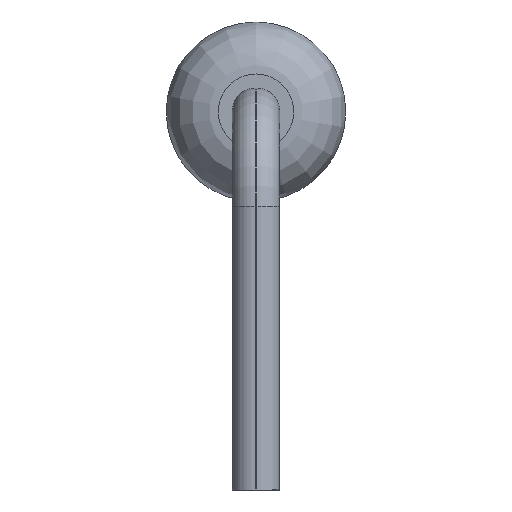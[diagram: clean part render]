
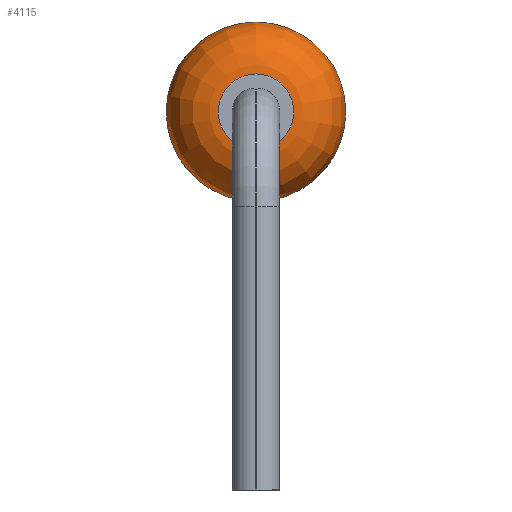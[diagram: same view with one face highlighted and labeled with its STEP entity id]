
A CAD part, left-side view. The second image highlights one B-rep face of the part: STEP entity #4115.
In plain terms, the highlighted face is a revolution surface.
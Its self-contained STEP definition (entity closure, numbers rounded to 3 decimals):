
#4045 = CYLINDRICAL_SURFACE('',#4046,0.95);
#4046 = AXIS2_PLACEMENT_3D('',#4047,#4048,#4049);
#4047 = CARTESIAN_POINT('',(-1.25,0.,0.));
#4048 = DIRECTION('',(1.,0.,0.));
#4049 = DIRECTION('',(0.,0.,1.));
#4061 = VERTEX_POINT('',#4062);
#4062 = CARTESIAN_POINT('',(-1.25,0.,0.95));
#4083 = EDGE_CURVE('',#4061,#4061,#4084,.T.);
#4084 = SURFACE_CURVE('',#4085,(#4090,#4097),.PCURVE_S1.);
#4085 = CIRCLE('',#4086,0.95);
#4086 = AXIS2_PLACEMENT_3D('',#4087,#4088,#4089);
#4087 = CARTESIAN_POINT('',(-1.25,0.,0.));
#4088 = DIRECTION('',(1.,0.,-0.));
#4089 = DIRECTION('',(0.,0.,1.));
#4090 = PCURVE('',#4045,#4091);
#4091 = DEFINITIONAL_REPRESENTATION('',(#4092),#4096);
#4092 = LINE('',#4093,#4094);
#4093 = CARTESIAN_POINT('',(0.,0.));
#4094 = VECTOR('',#4095,1.);
#4095 = DIRECTION('',(1.,0.));
#4096 = ( GEOMETRIC_REPRESENTATION_CONTEXT(2) 
PARAMETRIC_REPRESENTATION_CONTEXT() REPRESENTATION_CONTEXT('2D SPACE',''
  ) );
#4097 = PCURVE('',#4098,#4107);
#4098 = SURFACE_OF_REVOLUTION('',#4099,#4104);
#4099 = CIRCLE('',#4100,0.55);
#4100 = AXIS2_PLACEMENT_3D('',#4101,#4102,#4103);
#4101 = CARTESIAN_POINT('',(-1.25,0.,0.4));
#4102 = DIRECTION('',(0.,-1.,0.));
#4103 = DIRECTION('',(1.,0.,0.));
#4104 = AXIS1_PLACEMENT('',#4105,#4106);
#4105 = CARTESIAN_POINT('',(0.,0.,0.));
#4106 = DIRECTION('',(1.,0.,0.));
#4107 = DEFINITIONAL_REPRESENTATION('',(#4108),#4112);
#4108 = LINE('',#4109,#4110);
#4109 = CARTESIAN_POINT('',(0.,1.571));
#4110 = VECTOR('',#4111,1.);
#4111 = DIRECTION('',(1.,0.));
#4112 = ( GEOMETRIC_REPRESENTATION_CONTEXT(2) 
PARAMETRIC_REPRESENTATION_CONTEXT() REPRESENTATION_CONTEXT('2D SPACE',''
  ) );
#4115 = ADVANCED_FACE('',(#4116),#4098,.F.);
#4116 = FACE_BOUND('',#4117,.F.);
#4117 = EDGE_LOOP('',(#4118,#4119,#4143,#4170));
#4118 = ORIENTED_EDGE('',*,*,#4083,.T.);
#4119 = ORIENTED_EDGE('',*,*,#4120,.T.);
#4120 = EDGE_CURVE('',#4061,#4121,#4123,.T.);
#4121 = VERTEX_POINT('',#4122);
#4122 = CARTESIAN_POINT('',(-1.8,0.,0.4));
#4123 = SEAM_CURVE('',#4124,(#4129,#4136),.PCURVE_S1.);
#4124 = CIRCLE('',#4125,0.55);
#4125 = AXIS2_PLACEMENT_3D('',#4126,#4127,#4128);
#4126 = CARTESIAN_POINT('',(-1.25,0.,0.4));
#4127 = DIRECTION('',(0.,-1.,0.));
#4128 = DIRECTION('',(1.,0.,0.));
#4129 = PCURVE('',#4098,#4130);
#4130 = DEFINITIONAL_REPRESENTATION('',(#4131),#4135);
#4131 = LINE('',#4132,#4133);
#4132 = CARTESIAN_POINT('',(0.,0.));
#4133 = VECTOR('',#4134,1.);
#4134 = DIRECTION('',(0.,1.));
#4135 = ( GEOMETRIC_REPRESENTATION_CONTEXT(2) 
PARAMETRIC_REPRESENTATION_CONTEXT() REPRESENTATION_CONTEXT('2D SPACE',''
  ) );
#4136 = PCURVE('',#4098,#4137);
#4137 = DEFINITIONAL_REPRESENTATION('',(#4138),#4142);
#4138 = LINE('',#4139,#4140);
#4139 = CARTESIAN_POINT('',(6.283,0.));
#4140 = VECTOR('',#4141,1.);
#4141 = DIRECTION('',(0.,1.));
#4142 = ( GEOMETRIC_REPRESENTATION_CONTEXT(2) 
PARAMETRIC_REPRESENTATION_CONTEXT() REPRESENTATION_CONTEXT('2D SPACE',''
  ) );
#4143 = ORIENTED_EDGE('',*,*,#4144,.F.);
#4144 = EDGE_CURVE('',#4121,#4121,#4145,.T.);
#4145 = SURFACE_CURVE('',#4146,(#4151,#4158),.PCURVE_S1.);
#4146 = CIRCLE('',#4147,0.4);
#4147 = AXIS2_PLACEMENT_3D('',#4148,#4149,#4150);
#4148 = CARTESIAN_POINT('',(-1.8,0.,0.));
#4149 = DIRECTION('',(1.,0.,-0.));
#4150 = DIRECTION('',(0.,0.,1.));
#4151 = PCURVE('',#4098,#4152);
#4152 = DEFINITIONAL_REPRESENTATION('',(#4153),#4157);
#4153 = LINE('',#4154,#4155);
#4154 = CARTESIAN_POINT('',(0.,3.142));
#4155 = VECTOR('',#4156,1.);
#4156 = DIRECTION('',(1.,0.));
#4157 = ( GEOMETRIC_REPRESENTATION_CONTEXT(2) 
PARAMETRIC_REPRESENTATION_CONTEXT() REPRESENTATION_CONTEXT('2D SPACE',''
  ) );
#4158 = PCURVE('',#4159,#4164);
#4159 = PLANE('',#4160);
#4160 = AXIS2_PLACEMENT_3D('',#4161,#4162,#4163);
#4161 = CARTESIAN_POINT('',(-1.8,0.,0.));
#4162 = DIRECTION('',(1.,0.,0.));
#4163 = DIRECTION('',(0.,0.,1.));
#4164 = DEFINITIONAL_REPRESENTATION('',(#4165),#4169);
#4165 = CIRCLE('',#4166,0.4);
#4166 = AXIS2_PLACEMENT_2D('',#4167,#4168);
#4167 = CARTESIAN_POINT('',(0.,0.));
#4168 = DIRECTION('',(1.,0.));
#4169 = ( GEOMETRIC_REPRESENTATION_CONTEXT(2) 
PARAMETRIC_REPRESENTATION_CONTEXT() REPRESENTATION_CONTEXT('2D SPACE',''
  ) );
#4170 = ORIENTED_EDGE('',*,*,#4120,.F.);
